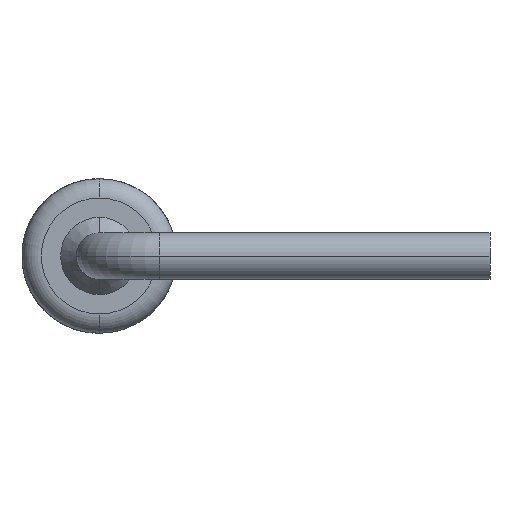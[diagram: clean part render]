
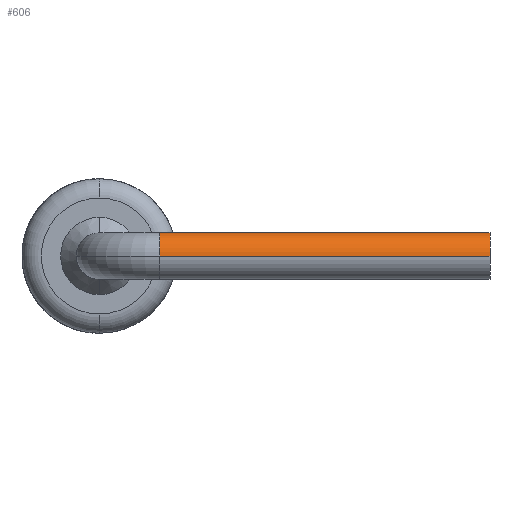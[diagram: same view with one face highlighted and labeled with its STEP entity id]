
A CAD part, left-side view. The second image highlights one B-rep face of the part: STEP entity #606.
In plain terms, the highlighted cylindrical face has radius 0.229 mm (diameter 0.458 mm), a partial arc.
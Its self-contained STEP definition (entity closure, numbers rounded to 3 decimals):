
#71 = CARTESIAN_POINT ( 'NONE',  ( 0., -2.6, 0. ) ) ;
#163 = LINE ( 'NONE', #2470, #1695 ) ;
#325 = DIRECTION ( 'NONE',  ( 1., 0., 0. ) ) ;
#572 = DIRECTION ( 'NONE',  ( 0., -1., 0. ) ) ;
#606 = ADVANCED_FACE ( 'NONE', ( #4111 ), #3726, .T. ) ;
#699 = EDGE_LOOP ( 'NONE', ( #3343, #3670, #2394, #4911 ) ) ;
#1014 = EDGE_CURVE ( 'NONE', #2548, #2595, #3512, .T. ) ;
#1155 = CARTESIAN_POINT ( 'NONE',  ( -0.229, -2.6, 0. ) ) ;
#1326 = EDGE_CURVE ( 'NONE', #3732, #3900, #3050, .T. ) ;
#1378 = DIRECTION ( 'NONE',  ( 0., -1., 0. ) ) ;
#1629 = AXIS2_PLACEMENT_3D ( 'NONE', #2980, #4465, #325 ) ;
#1695 = VECTOR ( 'NONE', #1378, 1000. ) ;
#1736 = CARTESIAN_POINT ( 'NONE',  ( 0., 0.67, 0. ) ) ;
#1757 = DIRECTION ( 'NONE',  ( 0., 0., -1. ) ) ;
#2025 = VECTOR ( 'NONE', #572, 1000. ) ;
#2040 = EDGE_CURVE ( 'NONE', #2548, #3732, #163, .T. ) ;
#2042 = LINE ( 'NONE', #2087, #2025 ) ;
#2087 = CARTESIAN_POINT ( 'NONE',  ( 0.229, 0.67, 0. ) ) ;
#2394 = ORIENTED_EDGE ( 'NONE', *, *, #1326, .T. ) ;
#2470 = CARTESIAN_POINT ( 'NONE',  ( -0.229, 0.67, 0. ) ) ;
#2548 = VERTEX_POINT ( 'NONE', #2809 ) ;
#2576 = EDGE_CURVE ( 'NONE', #2595, #3900, #2042, .T. ) ;
#2595 = VERTEX_POINT ( 'NONE', #4522 ) ;
#2809 = CARTESIAN_POINT ( 'NONE',  ( -0.229, 0.67, 0. ) ) ;
#2980 = CARTESIAN_POINT ( 'NONE',  ( 0., 0.67, 0. ) ) ;
#3026 = DIRECTION ( 'NONE',  ( 0., 1., 0. ) ) ;
#3050 = CIRCLE ( 'NONE', #3604, 0.229 ) ;
#3257 = DIRECTION ( 'NONE',  ( 0., 1., 0. ) ) ;
#3343 = ORIENTED_EDGE ( 'NONE', *, *, #1014, .F. ) ;
#3512 = CIRCLE ( 'NONE', #4547, 0.229 ) ;
#3604 = AXIS2_PLACEMENT_3D ( 'NONE', #71, #3026, #3792 ) ;
#3670 = ORIENTED_EDGE ( 'NONE', *, *, #2040, .T. ) ;
#3726 = CYLINDRICAL_SURFACE ( 'NONE', #1629, 0.229 ) ;
#3732 = VERTEX_POINT ( 'NONE', #1155 ) ;
#3792 = DIRECTION ( 'NONE',  ( 0., 0., -1. ) ) ;
#3900 = VERTEX_POINT ( 'NONE', #4497 ) ;
#4111 = FACE_OUTER_BOUND ( 'NONE', #699, .T. ) ;
#4465 = DIRECTION ( 'NONE',  ( 0., -1., 0. ) ) ;
#4497 = CARTESIAN_POINT ( 'NONE',  ( 0.229, -2.6, 0. ) ) ;
#4522 = CARTESIAN_POINT ( 'NONE',  ( 0.229, 0.67, 0. ) ) ;
#4547 = AXIS2_PLACEMENT_3D ( 'NONE', #1736, #3257, #1757 ) ;
#4911 = ORIENTED_EDGE ( 'NONE', *, *, #2576, .F. ) ;
